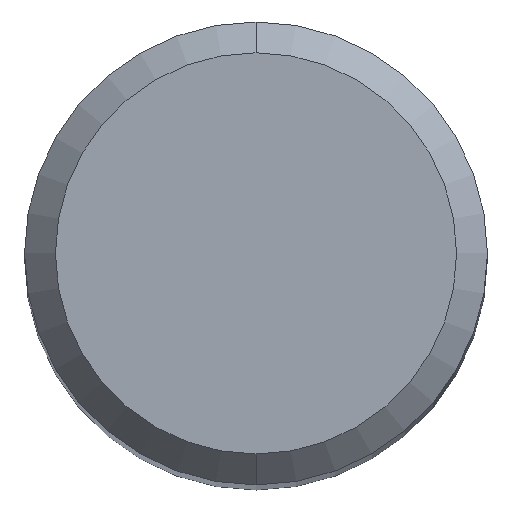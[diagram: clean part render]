
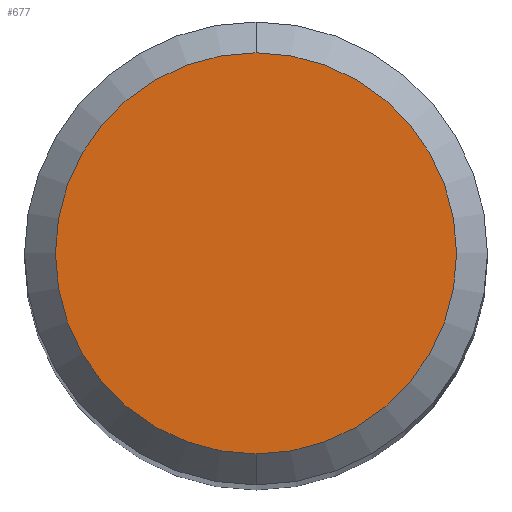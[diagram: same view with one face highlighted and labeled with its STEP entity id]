
A CAD part, top view. The second image highlights one B-rep face of the part: STEP entity #677.
In plain terms, the highlighted planar face has unit normal (0, 0, 1).
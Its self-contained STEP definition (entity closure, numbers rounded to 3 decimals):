
#677=ADVANCED_FACE('',(#1443),#1444,.T.);
#795=VERTEX_POINT('',#1568);
#813=EDGE_CURVE('',#795,#1085,#1590,.T.);
#913=EDGE_CURVE('',#1085,#795,#1701,.T.);
#1085=VERTEX_POINT('',#1884);
#1443=FACE_OUTER_BOUND('',#3512,.T.);
#1444=PLANE('',#3513);
#1568=CARTESIAN_POINT('',(0.,-2.6,0.0));
#1590=CIRCLE('',#4145,2.6);
#1701=CIRCLE('',#4530,2.6);
#1884=CARTESIAN_POINT('',(0.0,2.6,0.0));
#3512=EDGE_LOOP('',(#5637,#5638));
#3513=AXIS2_PLACEMENT_3D('',#5639,#5640,#5641);
#4145=AXIS2_PLACEMENT_3D('',#5758,#5759,#5760);
#4530=AXIS2_PLACEMENT_3D('',#5904,#5905,#5906);
#5637=ORIENTED_EDGE('',*,*,#913,.F.);
#5638=ORIENTED_EDGE('',*,*,#813,.F.);
#5639=CARTESIAN_POINT('',(0.0,1.3,0.0));
#5640=DIRECTION('',(-0.0,0.0,1.0));
#5641=DIRECTION('',(0.0,-1.0,0.0));
#5758=CARTESIAN_POINT('',(0.0,0.0,0.0));
#5759=DIRECTION('',(0.0,0.0,-1.0));
#5760=DIRECTION('',(0.0,1.0,0.0));
#5904=CARTESIAN_POINT('',(0.0,0.0,0.0));
#5905=DIRECTION('',(0.0,0.0,-1.0));
#5906=DIRECTION('',(0.0,1.0,0.0));
